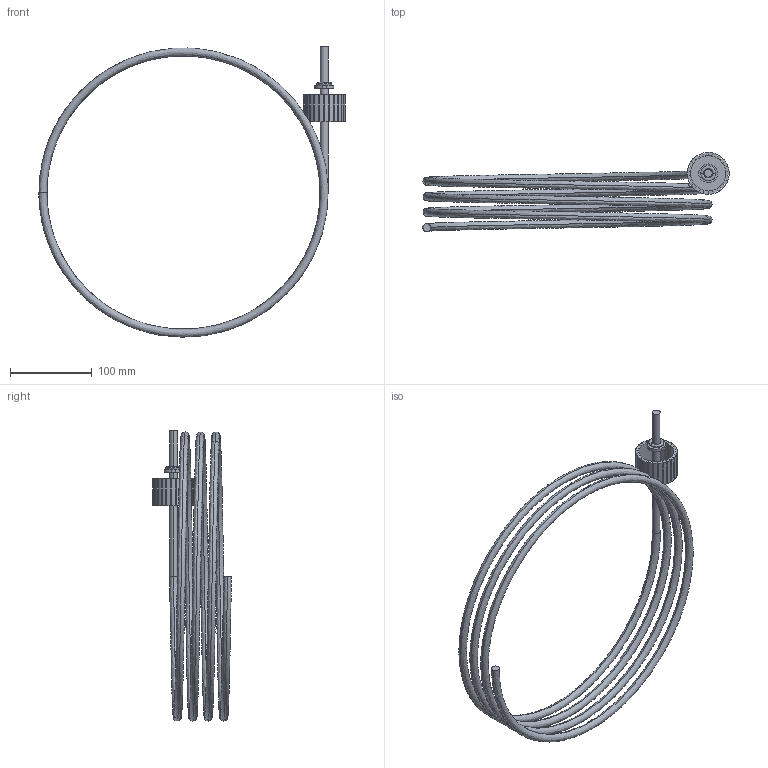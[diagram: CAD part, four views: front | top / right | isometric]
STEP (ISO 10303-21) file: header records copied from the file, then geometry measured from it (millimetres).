
FILE_DESCRIPTION (( 'STEP AP203' ), '1' );
FILE_NAME ('A2608-1-CN.STEP', '2014-04-25T18:22:21', ( '' ), ( '' ), 'SwSTEP 2.0', 'SolidWorks 2014', '' );
FILE_SCHEMA (( 'CONFIG_CONTROL_DESIGN' ));
Length unit declared in the file: inch
Products named in the file (1): A2608-1-CN
Bounding box: 373.77 x 96.35 x 354.28 mm (x, y, z)
Volume: 304495.4 mm3; surface area: 135961.4 mm2
Topology: 1 solids, 1 shells, 108 faces, 309 edges, 204 vertices
Faces by surface type: plane 63, cylinder 37, torus 6, bspline 2
Entity records: 4957 total; most frequent: CARTESIAN_POINT 1998, ORIENTED_EDGE 618, DIRECTION 596, EDGE_CURVE 309, VERTEX_POINT 204, LINE 202, VECTOR 202, AXIS2_PLACEMENT_3D 197
